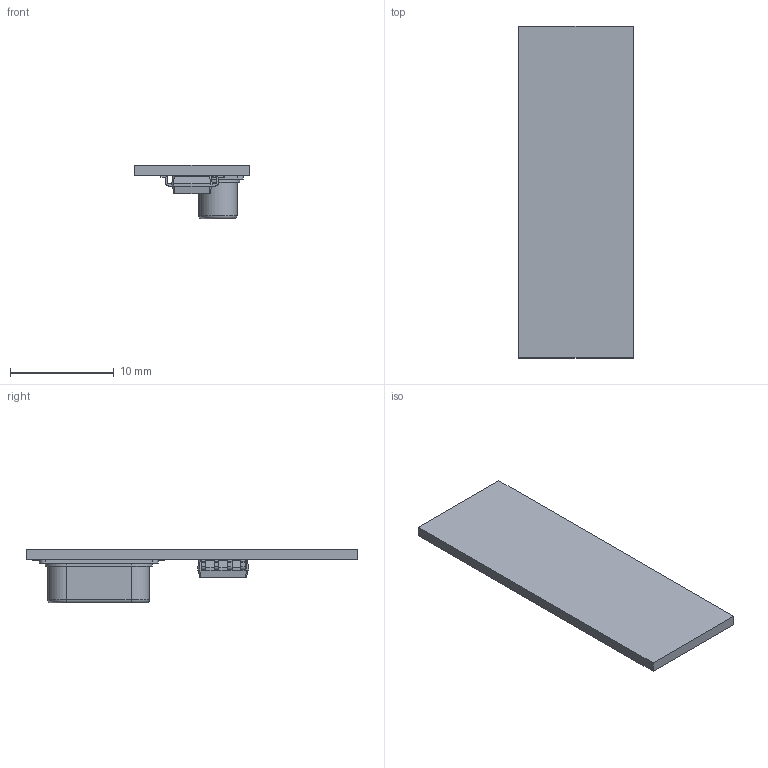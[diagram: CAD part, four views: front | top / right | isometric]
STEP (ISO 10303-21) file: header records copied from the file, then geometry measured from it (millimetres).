
FILE_DESCRIPTION(('FreeCAD Model'),'2;1');
FILE_NAME( 'RFM210LCF-S1.step', '2018-02-05T10:11:59',('kicad StepUp'),('ksu MCAD'), 'Open CASCADE STEP processor 6.8','FreeCAD','Unknown');
FILE_SCHEMA(('AUTOMOTIVE_DESIGN_CC2 { 1 2 10303 214 -1 1 5 4 }'));
Length unit declared in the file: millimetre
Products named in the file (1): RFM210LCF-S1
Bounding box: 11 x 32 x 5.2 mm (x, y, z)
Volume: 527.8 mm3; surface area: 1082.3 mm2
Topology: 3 solids, 3 shells, 236 faces, 598 edges, 366 vertices
Faces by surface type: plane 123, cylinder 67, bspline 32, torus 14
Full cylindrical faces by diameter (mm): 0.6 x1
Entity records: 9811 total; most frequent: CARTESIAN_POINT 2580, ORIENTED_EDGE 1196, DIRECTION 1084, EDGE_CURVE 598, LINE 426, VECTOR 426, VERTEX_POINT 366, AXIS2_PLACEMENT_3D 329
